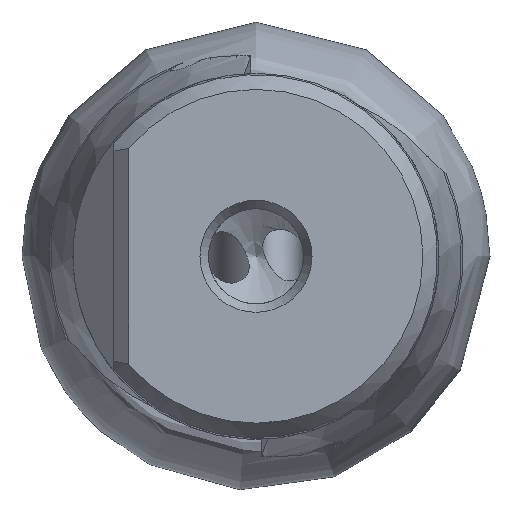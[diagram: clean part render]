
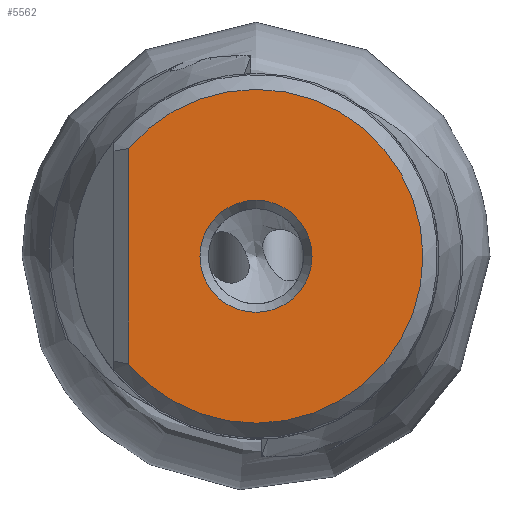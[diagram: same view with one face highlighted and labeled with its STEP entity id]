
A CAD part, left-side view. The second image highlights one B-rep face of the part: STEP entity #5562.
In plain terms, the highlighted planar face has unit normal (-1, 0, 0).
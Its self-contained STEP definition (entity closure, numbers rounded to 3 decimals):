
#262 = DIRECTION ( 'NONE',  ( 0., 0., -1. ) ) ;
#277 = DIRECTION ( 'NONE',  ( 1., 0., 0. ) ) ;
#296 = CARTESIAN_POINT ( 'NONE',  ( -134.905, 0., 0. ) ) ;
#396 = CIRCLE ( 'NONE', #1962, 3.827 ) ;
#597 = CARTESIAN_POINT ( 'NONE',  ( -134.905, 8.7, 7.367 ) ) ;
#762 = CARTESIAN_POINT ( 'NONE',  ( -134.905, 3.827, 0. ) ) ;
#951 = AXIS2_PLACEMENT_3D ( 'NONE', #3726, #3983, #3665 ) ;
#1941 = EDGE_LOOP ( 'NONE', ( #2025, #3985 ) ) ;
#1962 = AXIS2_PLACEMENT_3D ( 'NONE', #4677, #4651, #4626 ) ;
#1980 = CARTESIAN_POINT ( 'NONE',  ( -134.905, 8.7, 0. ) ) ;
#1990 = DIRECTION ( 'NONE',  ( 0., 0., 1. ) ) ;
#2025 = ORIENTED_EDGE ( 'NONE', *, *, #4289, .F. ) ;
#2468 = VERTEX_POINT ( 'NONE', #597 ) ;
#2645 = EDGE_CURVE ( 'NONE', #4553, #4553, #396, .T. ) ;
#2659 = CARTESIAN_POINT ( 'NONE',  ( -134.905, 8.7, -7.367 ) ) ;
#2725 = VECTOR ( 'NONE', #1990, 1000. ) ;
#3001 = ORIENTED_EDGE ( 'NONE', *, *, #2645, .T. ) ;
#3131 = FACE_OUTER_BOUND ( 'NONE', #1941, .T. ) ;
#3665 = DIRECTION ( 'NONE',  ( 0., 0., 1. ) ) ;
#3687 = PLANE ( 'NONE',  #951 ) ;
#3726 = CARTESIAN_POINT ( 'NONE',  ( -134.905, 0., 0. ) ) ;
#3983 = DIRECTION ( 'NONE',  ( -1., 0., 0. ) ) ;
#3985 = ORIENTED_EDGE ( 'NONE', *, *, #4461, .F. ) ;
#4003 = AXIS2_PLACEMENT_3D ( 'NONE', #296, #277, #262 ) ;
#4215 = CIRCLE ( 'NONE', #4003, 11.4 ) ;
#4289 = EDGE_CURVE ( 'Kante184', #5683, #2468, #4847, .T. ) ;
#4461 = EDGE_CURVE ( 'Kante186', #2468, #5683, #4215, .T. ) ;
#4553 = VERTEX_POINT ( 'NONE', #762 ) ;
#4626 = DIRECTION ( 'NONE',  ( 0., 1., 0. ) ) ;
#4651 = DIRECTION ( 'NONE',  ( 1., 0., 0. ) ) ;
#4677 = CARTESIAN_POINT ( 'NONE',  ( -134.905, 0., 0. ) ) ;
#4847 = LINE ( 'NONE', #1980, #2725 ) ;
#4859 = EDGE_LOOP ( 'NONE', ( #3001 ) ) ;
#5110 = FACE_BOUND ( 'NONE', #4859, .T. ) ;
#5562 = ADVANCED_FACE ( 'NONE', ( #3131, #5110 ), #3687, .T. ) ;
#5683 = VERTEX_POINT ( 'NONE', #2659 ) ;
